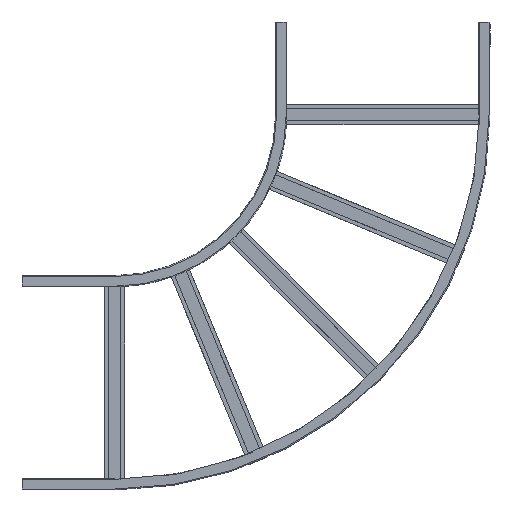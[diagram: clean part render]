
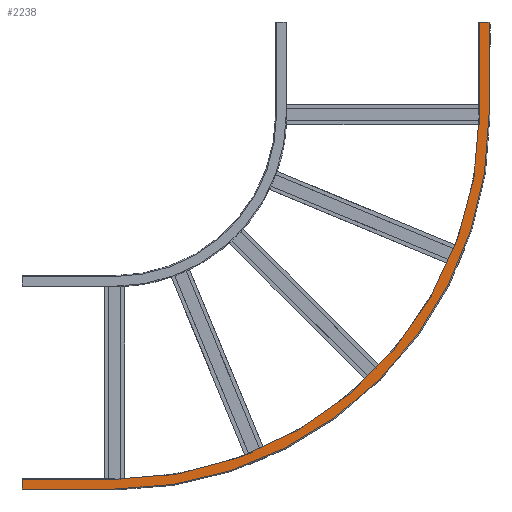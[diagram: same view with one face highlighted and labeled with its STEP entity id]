
A CAD part, front view. The second image highlights one B-rep face of the part: STEP entity #2238.
In plain terms, the highlighted planar face has unit normal (0, -1, 0).
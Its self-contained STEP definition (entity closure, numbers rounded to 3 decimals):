
#2 = CARTESIAN_POINT ( 'NONE',  ( -300., -42.93, -173. ) ) ;
#3 = DIRECTION ( 'NONE',  ( 0., -1., 0. ) ) ;
#4 = DIRECTION ( 'NONE',  ( 1., 0., 0. ) ) ;
#19 = CARTESIAN_POINT ( 'NONE',  ( -300., -42.93, -173. ) ) ;
#20 = DIRECTION ( 'NONE',  ( 0., -1., 0. ) ) ;
#21 = DIRECTION ( 'NONE',  ( 1., 0., 0. ) ) ;
#36 = CARTESIAN_POINT ( 'NONE',  ( -300., -42.93, -871.2 ) ) ;
#37 = DIRECTION ( 'NONE',  ( -1., 0., 0. ) ) ;
#215 = CARTESIAN_POINT ( 'NONE',  ( -300., -42.93, -871.2 ) ) ;
#222 = PLANE ( 'NONE',  #5414 ) ;
#224 = DIRECTION ( 'NONE',  ( 0., -1., 0. ) ) ;
#225 = DIRECTION ( 'NONE',  ( 1., 0., 0. ) ) ;
#253 = FACE_OUTER_BOUND ( 'NONE', #1379, .T. ) ;
#904 = CARTESIAN_POINT ( 'NONE',  ( 380.2, -42.93, -173. ) ) ;
#1154 = EDGE_CURVE ( 'NONE', #5126, #5161, #4467, .T. ) ;
#1156 = EDGE_CURVE ( 'NONE', #5130, #5161, #4470, .T. ) ;
#1157 = EDGE_CURVE ( 'NONE', #5131, #5162, #4472, .T. ) ;
#1158 = EDGE_CURVE ( 'NONE', #5162, #5167, #4474, .T. ) ;
#1159 = EDGE_CURVE ( 'NONE', #3844, #5167, #4476, .T. ) ;
#1173 = EDGE_CURVE ( 'NONE', #5126, #3844, #4497, .T. ) ;
#1179 = EDGE_CURVE ( 'NONE', #5127, #5131, #4506, .T. ) ;
#1185 = EDGE_CURVE ( 'NONE', #5127, #5130, #4513, .T. ) ;
#1379 = EDGE_LOOP ( 'NONE', ( #4762, #4763, #4764, #4765, #4766, #4767, #4768, #4769 ) ) ;
#1905 = CARTESIAN_POINT ( 'NONE',  ( -300., -42.93, -871.2 ) ) ;
#1912 = CARTESIAN_POINT ( 'NONE',  ( 398.2, -42.93, -173. ) ) ;
#1914 = CARTESIAN_POINT ( 'NONE',  ( -300., -42.93, -853.2 ) ) ;
#1917 = CARTESIAN_POINT ( 'NONE',  ( -473., -42.93, -871.2 ) ) ;
#1946 = CARTESIAN_POINT ( 'NONE',  ( -473., -42.93, -853.2 ) ) ;
#1947 = CARTESIAN_POINT ( 'NONE',  ( 398.2, -42.93, 0. ) ) ;
#1952 = CARTESIAN_POINT ( 'NONE',  ( 380.2, -42.93, 0. ) ) ;
#2238 = ADVANCED_FACE ( 'NONE', ( #253 ), #222, .T. ) ;
#3844 = VERTEX_POINT ( 'NONE', #904 ) ;
#4467 = LINE ( 'NONE', #6094, #4469 ) ;
#4469 = VECTOR ( 'NONE', #6090, 1000. ) ;
#4470 = LINE ( 'NONE', #6111, #4473 ) ;
#4472 = LINE ( 'NONE', #6116, #4475 ) ;
#4473 = VECTOR ( 'NONE', #6114, 1000. ) ;
#4474 = LINE ( 'NONE', #6120, #4477 ) ;
#4475 = VECTOR ( 'NONE', #6118, 1000. ) ;
#4476 = LINE ( 'NONE', #6124, #4479 ) ;
#4477 = VECTOR ( 'NONE', #6122, 1000. ) ;
#4479 = VECTOR ( 'NONE', #6128, 1000. ) ;
#4497 = CIRCLE ( 'NONE', #5356, 680.2 ) ;
#4506 = CIRCLE ( 'NONE', #5361, 698.2 ) ;
#4513 = LINE ( 'NONE', #36, #4516 ) ;
#4516 = VECTOR ( 'NONE', #37, 1000. ) ;
#4762 = ORIENTED_EDGE ( 'NONE', *, *, #1156, .F. ) ;
#4763 = ORIENTED_EDGE ( 'NONE', *, *, #1185, .F. ) ;
#4764 = ORIENTED_EDGE ( 'NONE', *, *, #1179, .T. ) ;
#4765 = ORIENTED_EDGE ( 'NONE', *, *, #1157, .T. ) ;
#4766 = ORIENTED_EDGE ( 'NONE', *, *, #1158, .T. ) ;
#4767 = ORIENTED_EDGE ( 'NONE', *, *, #1159, .F. ) ;
#4768 = ORIENTED_EDGE ( 'NONE', *, *, #1173, .F. ) ;
#4769 = ORIENTED_EDGE ( 'NONE', *, *, #1154, .T. ) ;
#5126 = VERTEX_POINT ( 'NONE', #1914 ) ;
#5127 = VERTEX_POINT ( 'NONE', #1905 ) ;
#5130 = VERTEX_POINT ( 'NONE', #1917 ) ;
#5131 = VERTEX_POINT ( 'NONE', #1912 ) ;
#5161 = VERTEX_POINT ( 'NONE', #1946 ) ;
#5162 = VERTEX_POINT ( 'NONE', #1947 ) ;
#5167 = VERTEX_POINT ( 'NONE', #1952 ) ;
#5356 = AXIS2_PLACEMENT_3D ( 'NONE', #2, #3, #4 ) ;
#5361 = AXIS2_PLACEMENT_3D ( 'NONE', #19, #20, #21 ) ;
#5414 = AXIS2_PLACEMENT_3D ( 'NONE', #215, #224, #225 ) ;
#6090 = DIRECTION ( 'NONE',  ( -1., 0., 0. ) ) ;
#6094 = CARTESIAN_POINT ( 'NONE',  ( -300., -42.93, -853.2 ) ) ;
#6111 = CARTESIAN_POINT ( 'NONE',  ( -473., -42.93, -871.2 ) ) ;
#6114 = DIRECTION ( 'NONE',  ( 0., 0., 1. ) ) ;
#6116 = CARTESIAN_POINT ( 'NONE',  ( 398.2, -42.93, -173. ) ) ;
#6118 = DIRECTION ( 'NONE',  ( 0., 0., 1. ) ) ;
#6120 = CARTESIAN_POINT ( 'NONE',  ( 398.2, -42.93, 0. ) ) ;
#6122 = DIRECTION ( 'NONE',  ( -1., 0., 0. ) ) ;
#6124 = CARTESIAN_POINT ( 'NONE',  ( 380.2, -42.93, -173. ) ) ;
#6128 = DIRECTION ( 'NONE',  ( 0., 0., 1. ) ) ;
